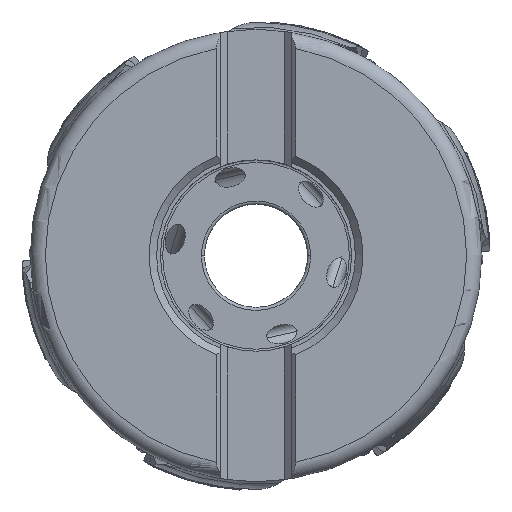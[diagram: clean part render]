
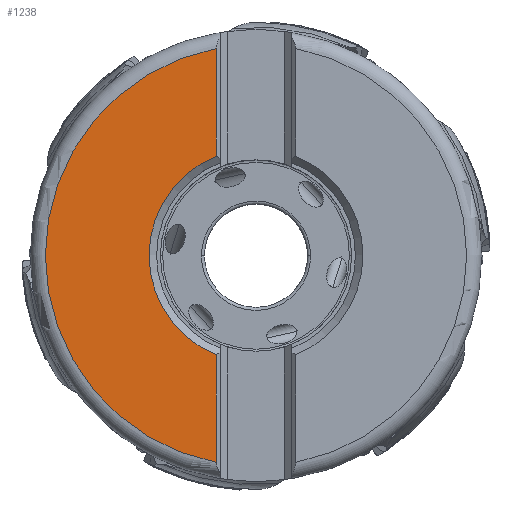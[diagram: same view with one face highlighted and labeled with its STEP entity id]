
A CAD part, top view. The second image highlights one B-rep face of the part: STEP entity #1238.
In plain terms, the highlighted planar face has unit normal (0, 0, 1).
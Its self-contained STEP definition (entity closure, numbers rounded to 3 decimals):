
#687=FACE_OUTER_BOUND('',#2029,.T.);
#1238=ADVANCED_FACE('',(#687),#1667,.T.);
#1667=PLANE('',#11367);
#2029=EDGE_LOOP('',(#5253,#5254,#5255,#5256));
#2666=LINE('',#23371,#3084);
#2667=LINE('',#23375,#3085);
#3084=VECTOR('',#13228,1.);
#3085=VECTOR('',#13231,1.);
#3484=CIRCLE('',#11362,27.972);
#3486=CIRCLE('',#11366,14.2);
#5253=ORIENTED_EDGE('',*,*,#9274,.T.);
#5254=ORIENTED_EDGE('',*,*,#9278,.F.);
#5255=ORIENTED_EDGE('',*,*,#9279,.T.);
#5256=ORIENTED_EDGE('',*,*,#9280,.F.);
#7913=VERTEX_POINT('',#23324);
#7914=VERTEX_POINT('',#23338);
#7917=VERTEX_POINT('',#23372);
#7918=VERTEX_POINT('',#23374);
#9274=EDGE_CURVE('',#7913,#7914,#3484,.T.);
#9278=EDGE_CURVE('',#7917,#7914,#2666,.T.);
#9279=EDGE_CURVE('',#7917,#7918,#3486,.T.);
#9280=EDGE_CURVE('',#7913,#7918,#2667,.T.);
#11362=AXIS2_PLACEMENT_3D('',#23339,#13220,#13221);
#11366=AXIS2_PLACEMENT_3D('',#23373,#13229,#13230);
#11367=AXIS2_PLACEMENT_3D('',#23376,#13232,#13233);
#13220=DIRECTION('',(0.,0.,1.));
#13221=DIRECTION('',(-0.188,0.982,0.));
#13228=DIRECTION('',(0.,-1.,0.));
#13229=DIRECTION('',(0.,0.,-1.));
#13230=DIRECTION('',(-0.371,-0.929,0.));
#13231=DIRECTION('',(0.,-1.,0.));
#13232=DIRECTION('',(0.,0.,1.));
#13233=DIRECTION('',(1.,0.,0.));
#23324=CARTESIAN_POINT('',(-5.263,27.473,0.));
#23338=CARTESIAN_POINT('',(-5.263,-27.473,0.));
#23339=CARTESIAN_POINT('',(0.,0.,0.));
#23371=CARTESIAN_POINT('',(-5.263,-13.189,0.));
#23372=CARTESIAN_POINT('',(-5.263,-13.189,0.));
#23373=CARTESIAN_POINT('',(0.,0.,0.));
#23374=CARTESIAN_POINT('',(-5.263,13.189,0.));
#23375=CARTESIAN_POINT('',(-5.263,27.473,0.));
#23376=CARTESIAN_POINT('',(16.686,0.,0.));
